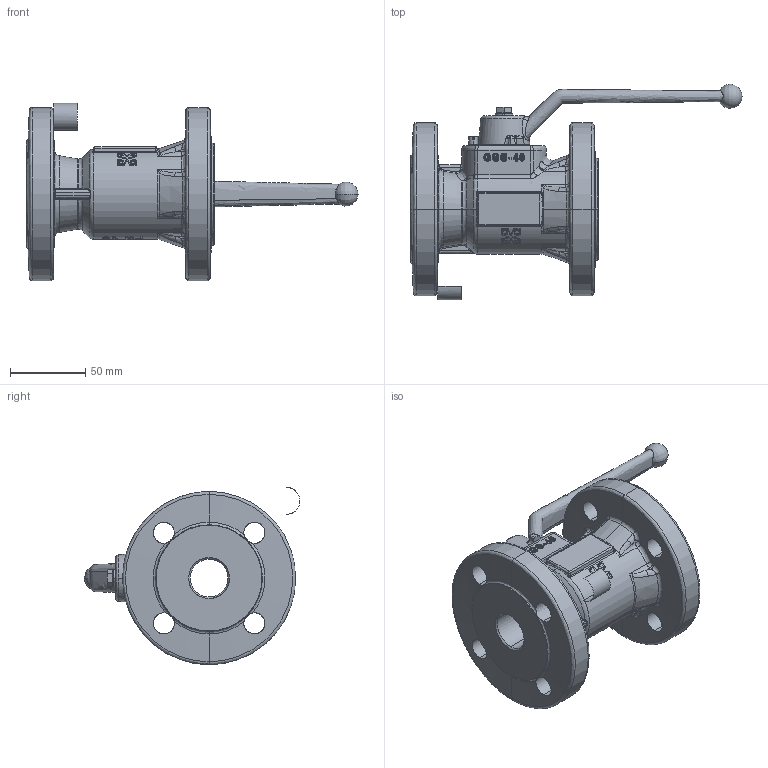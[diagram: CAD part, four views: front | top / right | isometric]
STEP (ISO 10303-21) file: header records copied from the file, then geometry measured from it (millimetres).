
FILE_DESCRIPTION(('STEP AP214'),'1');
FILE_NAME('tmp0.step','2014-10-23T13:40:17',(' '),(' '),'Spatial InterOp 3D',' ',' ');
FILE_SCHEMA(('automotive_design'));
Length unit declared in the file: millimetre
Products named in the file (1284): 1; 2; 3; 4; 5; 6; 7; 8; 9; 10; 11; 12; 13; 14; 15; 16; 17; 18; 19; 20; 21; 22; 23; 24; 25; 26; 27; 28; 29; 30; 31; 32; 33; 34; 35; 36; 37; 38; 39; 40 ...
Bounding box: 220.5 x 143.24 x 117.77 mm (x, y, z)
Surface area: 107488.3 mm2 (no closed solid volume)
Topology: 0 solids, 1317 shells, 1317 faces, 9707 edges, 9540 vertices
Faces by surface type: bspline 760, revolution 557
Entity records: 177549 total; most frequent: CARTESIAN_POINT 80432, ORIENTED_EDGE 9536, EDGE_CURVE 9536, VERTEX_POINT 9536, DIRECTION 8761, B_SPLINE_CURVE_WITH_KNOTS 6090, AXIS2_PLACEMENT_3D 3485, STYLED_ITEM 2597
